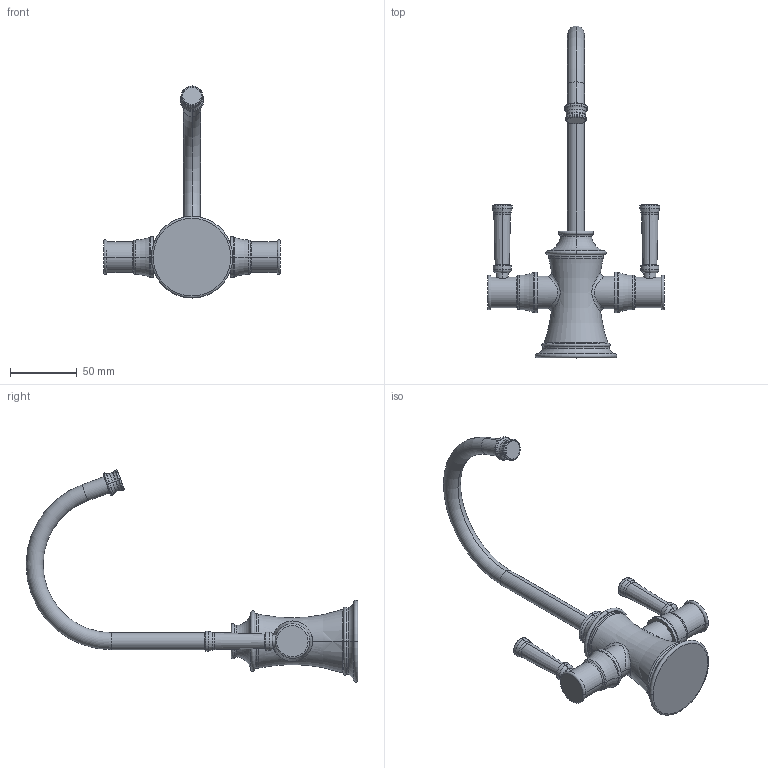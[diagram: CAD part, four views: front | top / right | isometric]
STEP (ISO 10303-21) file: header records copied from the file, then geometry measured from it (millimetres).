
FILE_DESCRIPTION((''),'2;1');
FILE_NAME('3310-5603','2021-10-14T10:12:52',('jinson.thomas'),(''),'CREO PARAMETRIC BY PTC INC, 2018400','CREO PARAMETRIC BY PTC INC, 2018400','');
FILE_SCHEMA(('CONFIG_CONTROL_DESIGN'));
Length unit declared in the file: inch
Products named in the file (1): 3310-5603
Bounding box: 131.98 x 247.65 x 158.28 mm (x, y, z)
Volume: 210925.9 mm3; surface area: 42890.1 mm2
Topology: 1 solids, 1 shells, 168 faces, 340 edges, 190 vertices
Faces by surface type: torus 88, cylinder 40, plane 22, bspline 8, cone 6, revolution 4
Entity records: 6670 total; most frequent: CARTESIAN_POINT 2972, DIRECTION 916, ORIENTED_EDGE 680, AXIS2_PLACEMENT_3D 432, EDGE_CURVE 340, CIRCLE 276, VERTEX_POINT 190, EDGE_LOOP 184
